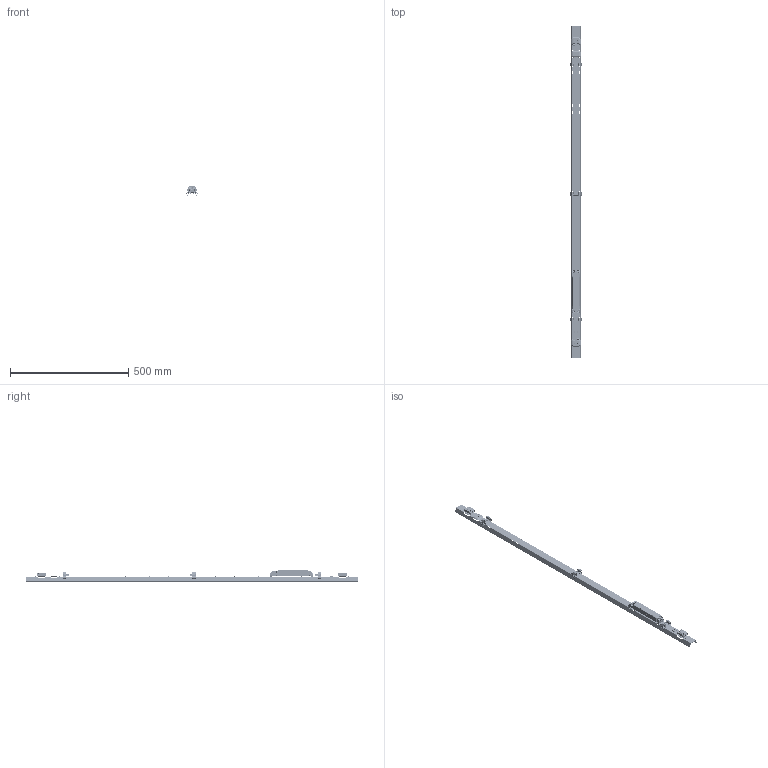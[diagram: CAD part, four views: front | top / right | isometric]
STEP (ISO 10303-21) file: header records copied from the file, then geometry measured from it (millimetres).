
FILE_DESCRIPTION(/* description */ ('This is a sample STEP configuration'),/* implementation_level */ '2;1');
FILE_NAME(/* name */ '715-0701130xxxxxx SIMPLE.ipt_Rev_00.3.stp',/* time_stamp */ '2023-04-26T07:21:01+02:00',/* author */ ('powerJobs'),/* organization */ ('coolOrange'),/* preprocessor_version */ 'ST-DEVELOPER v19.2',/* originating_system */ 'Autodesk Inventor 2023',/* authorisation */ '');
FILE_SCHEMA (('AUTOMOTIVE_DESIGN { 1 0 10303 214 3 1 1 }'));
Products named in the file (1): ENG000025136
Bounding box: 47.38 x 1402.5 x 46.51 mm (x, y, z)
Volume: 147507.6 mm3; surface area: 351326 mm2
Topology: 43 solids, 43 shells, 16576 faces, 45083 edges, 28689 vertices
Faces by surface type: plane 11426, cylinder 2976, bspline 1634, sphere 247, cone 151, torus 142
Full cylindrical faces by diameter (mm): 2.8 x30, 3 x2, 3.2 x15, 3.7 x12, 4.5 x15
Entity records: 598974 total; most frequent: CARTESIAN_POINT 184355, ORIENTED_EDGE 89792, DIRECTION 80493, EDGE_CURVE 44896, LINE 35153, VECTOR 35153, VERTEX_POINT 28689, AXIS2_PLACEMENT_3D 22670
